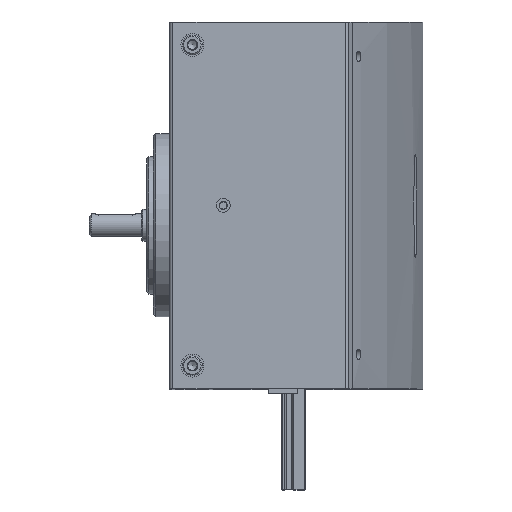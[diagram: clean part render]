
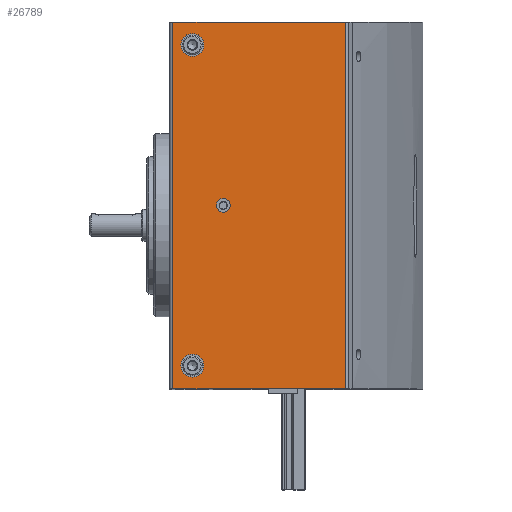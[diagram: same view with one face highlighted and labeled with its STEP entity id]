
A CAD part, top view. The second image highlights one B-rep face of the part: STEP entity #26789.
In plain terms, the highlighted face is planar.
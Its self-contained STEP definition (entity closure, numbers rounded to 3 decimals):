
#1461=PLANE('',#30145);
#2615=CIRCLE('',#30146,3.);
#2616=CIRCLE('',#30147,5.);
#2617=CIRCLE('',#30148,5.);
#9712=ORIENTED_EDGE('',*,*,#13467,.F.);
#9713=ORIENTED_EDGE('',*,*,#13468,.F.);
#9714=ORIENTED_EDGE('',*,*,#13469,.F.);
#9715=ORIENTED_EDGE('',*,*,#13470,.T.);
#9716=ORIENTED_EDGE('',*,*,#13471,.F.);
#9717=ORIENTED_EDGE('',*,*,#13472,.F.);
#9718=ORIENTED_EDGE('',*,*,#13465,.T.);
#13465=EDGE_CURVE('',#16064,#16063,#18181,.T.);
#13467=EDGE_CURVE('',#16065,#16065,#2615,.T.);
#13468=EDGE_CURVE('',#16066,#16066,#2616,.T.);
#13469=EDGE_CURVE('',#16067,#16067,#2617,.T.);
#13470=EDGE_CURVE('',#16063,#16068,#18182,.T.);
#13471=EDGE_CURVE('',#16069,#16068,#18183,.T.);
#13472=EDGE_CURVE('',#16064,#16069,#18184,.T.);
#16063=VERTEX_POINT('',#46540);
#16064=VERTEX_POINT('',#46542);
#16065=VERTEX_POINT('',#46546);
#16066=VERTEX_POINT('',#46548);
#16067=VERTEX_POINT('',#46550);
#16068=VERTEX_POINT('',#46552);
#16069=VERTEX_POINT('',#46554);
#18181=LINE('',#46541,#20261);
#18182=LINE('',#46551,#20262);
#18183=LINE('',#46553,#20263);
#18184=LINE('',#46555,#20264);
#20261=VECTOR('',#37716,1000.);
#20262=VECTOR('',#37727,1000.);
#20263=VECTOR('',#37728,1000.);
#20264=VECTOR('',#37729,1000.);
#22434=EDGE_LOOP('',(#9712));
#22435=EDGE_LOOP('',(#9713));
#22436=EDGE_LOOP('',(#9714));
#22437=EDGE_LOOP('',(#9715,#9716,#9717,#9718));
#24665=FACE_BOUND('',#22434,.T.);
#24666=FACE_BOUND('',#22435,.T.);
#24667=FACE_BOUND('',#22436,.T.);
#24668=FACE_BOUND('',#22437,.T.);
#26789=ADVANCED_FACE('',(#24665,#24666,#24667,#24668),#1461,.F.);
#30145=AXIS2_PLACEMENT_3D('',#46544,#37719,#37720);
#30146=AXIS2_PLACEMENT_3D('',#46545,#37721,#37722);
#30147=AXIS2_PLACEMENT_3D('',#46547,#37723,#37724);
#30148=AXIS2_PLACEMENT_3D('',#46549,#37725,#37726);
#37716=DIRECTION('',(0.,0.,-1.));
#37719=DIRECTION('',(0.,1.,0.));
#37720=DIRECTION('',(0.,0.,1.));
#37721=DIRECTION('',(0.,-1.,0.));
#37722=DIRECTION('',(0.,0.,-1.));
#37723=DIRECTION('',(0.,-1.,0.));
#37724=DIRECTION('',(0.,0.,-1.));
#37725=DIRECTION('',(0.,-1.,0.));
#37726=DIRECTION('',(0.,0.,-1.));
#37727=DIRECTION('',(1.,0.,0.));
#37728=DIRECTION('',(0.,0.,-1.));
#37729=DIRECTION('',(1.,0.,0.));
#46540=CARTESIAN_POINT('',(1.5,0.,-80.));
#46541=CARTESIAN_POINT('',(1.5,0.,80.));
#46542=CARTESIAN_POINT('',(1.5,0.,80.));
#46544=CARTESIAN_POINT('',(1.5,0.,80.));
#46545=CARTESIAN_POINT('',(23.5,0.,0.));
#46546=CARTESIAN_POINT('',(23.5,0.,-3.));
#46547=CARTESIAN_POINT('',(10.,0.,70.));
#46548=CARTESIAN_POINT('',(10.,0.,65.));
#46549=CARTESIAN_POINT('',(10.,0.,-70.));
#46550=CARTESIAN_POINT('',(10.,0.,-75.));
#46551=CARTESIAN_POINT('',(1.5,0.,-80.));
#46552=CARTESIAN_POINT('',(76.75,0.,-80.));
#46553=CARTESIAN_POINT('',(76.75,0.,80.));
#46554=CARTESIAN_POINT('',(76.75,0.,80.));
#46555=CARTESIAN_POINT('',(1.5,0.,80.));
